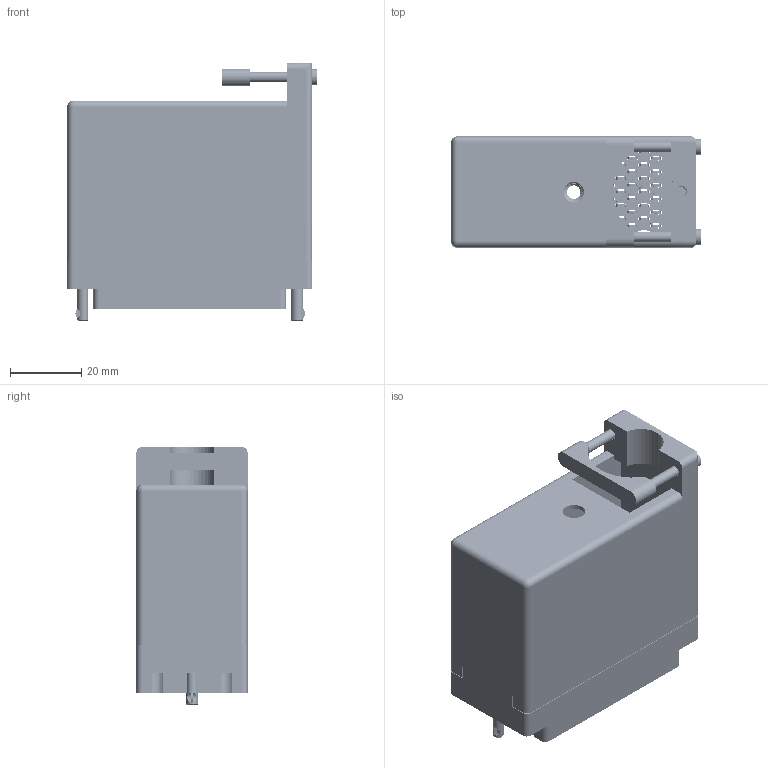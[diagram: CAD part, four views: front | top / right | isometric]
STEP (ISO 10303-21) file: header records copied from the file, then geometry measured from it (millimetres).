
FILE_DESCRIPTION (( 'STEP AP203' ), '1' );
FILE_NAME ('516-090-501-162.STEP', '2020-09-08T06:29:55', ( '' ), ( '' ), 'SwSTEP 2.0', 'SolidWorks 2020', '' );
FILE_SCHEMA (( 'CONFIG_CONTROL_DESIGN' ));
Length unit declared in the file: inch
Products named in the file (8): 516-222-090-102_091; 516-222-090-102_090; 516-252-091-102; 516-230-001_Metal - 090 Top Entry; 516-292-001_501 Contact; 516-090-501-162; 516 Plug Insulator_090; 516-252-095-100
Assembly tree (97 placements, depth 2):
  516-090-501-162
    516 Plug Insulator_090
    516-292-001_501 Contact  x90
    516-230-001_Metal - 090 Top Entry
    516-252-091-102  x2
    516-222-090-102_090
    516-252-095-100
    516-222-090-102_091
Bounding box: 70.31 x 31.34 x 72.85 mm (x, y, z)
Volume: 36467.6 mm3; surface area: 62777.9 mm2
Topology: 97 solids, 97 shells, 8614 faces, 24959 edges, 16555 vertices
Faces by surface type: plane 5161, cylinder 2825, bspline 576, cone 46, torus 4, sphere 2
Entity records: 83697 total; most frequent: CARTESIAN_POINT 21041, ORIENTED_EDGE 12734, DIRECTION 12140, EDGE_CURVE 6367, LINE 4584, VECTOR 4584, VERTEX_POINT 4221, AXIS2_PLACEMENT_3D 3778
